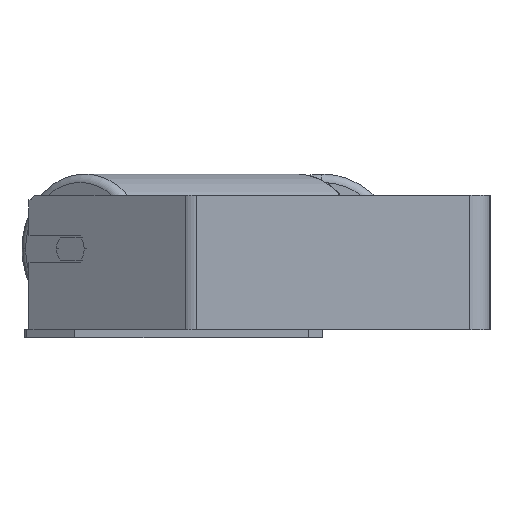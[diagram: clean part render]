
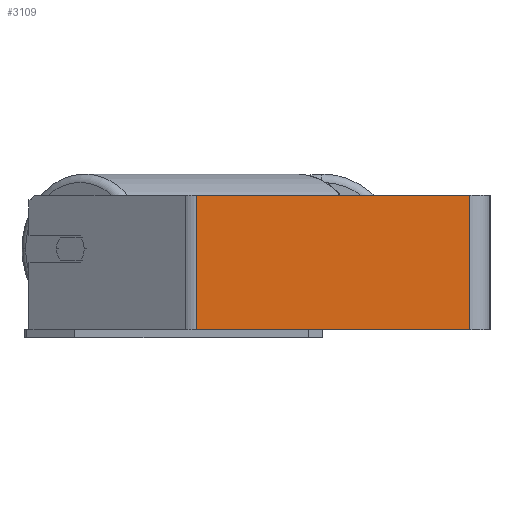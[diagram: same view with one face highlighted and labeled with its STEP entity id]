
A CAD part, left-side view. The second image highlights one B-rep face of the part: STEP entity #3109.
In plain terms, the highlighted planar face has unit normal (-1, 0, 0).
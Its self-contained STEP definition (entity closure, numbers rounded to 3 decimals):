
#996 = PLANE ( 'NONE',  #8084 ) ;
#1138 = VERTEX_POINT ( 'NONE', #4484 ) ;
#1573 = CARTESIAN_POINT ( 'NONE',  ( -400., 178.151, 40. ) ) ;
#1773 = EDGE_CURVE ( 'NONE', #1138, #4298, #5488, .T. ) ;
#2084 = CARTESIAN_POINT ( 'NONE',  ( -400., 178.151, -40. ) ) ;
#2238 = LINE ( 'NONE', #1573, #5600 ) ;
#2376 = ORIENTED_EDGE ( 'NONE', *, *, #1773, .T. ) ;
#2396 = DIRECTION ( 'NONE',  ( 0., 0., -1. ) ) ;
#2779 = EDGE_CURVE ( 'NONE', #8151, #9020, #2238, .T. ) ;
#2800 = VECTOR ( 'NONE', #8276, 1000. ) ;
#3095 = DIRECTION ( 'NONE',  ( 1., 0., 0. ) ) ;
#3109 = ADVANCED_FACE ( 'NONE', ( #7240 ), #996, .F. ) ;
#3333 = LINE ( 'NONE', #4846, #5050 ) ;
#3397 = EDGE_LOOP ( 'NONE', ( #2376, #4099, #4314, #9012 ) ) ;
#3423 = DIRECTION ( 'NONE',  ( 0., 0., -1. ) ) ;
#4099 = ORIENTED_EDGE ( 'NONE', *, *, #5020, .F. ) ;
#4221 = CARTESIAN_POINT ( 'NONE',  ( -400., 12., 40. ) ) ;
#4298 = VERTEX_POINT ( 'NONE', #8429 ) ;
#4314 = ORIENTED_EDGE ( 'NONE', *, *, #2779, .F. ) ;
#4353 = DIRECTION ( 'NONE',  ( 0., -1., 0. ) ) ;
#4471 = VECTOR ( 'NONE', #8400, 1000. ) ;
#4484 = CARTESIAN_POINT ( 'NONE',  ( -400., 174.367, -40. ) ) ;
#4551 = EDGE_CURVE ( 'NONE', #8151, #1138, #3333, .T. ) ;
#4846 = CARTESIAN_POINT ( 'NONE',  ( -400., 174.367, 40. ) ) ;
#4853 = CARTESIAN_POINT ( 'NONE',  ( -400., 174.367, 40. ) ) ;
#5020 = EDGE_CURVE ( 'NONE', #9020, #4298, #6881, .T. ) ;
#5050 = VECTOR ( 'NONE', #3423, 1000. ) ;
#5488 = LINE ( 'NONE', #2084, #2800 ) ;
#5600 = VECTOR ( 'NONE', #4353, 1000. ) ;
#5701 = CARTESIAN_POINT ( 'NONE',  ( -400., 12., 40. ) ) ;
#5761 = CARTESIAN_POINT ( 'NONE',  ( -400., 178.151, 40. ) ) ;
#6881 = LINE ( 'NONE', #5701, #4471 ) ;
#7240 = FACE_OUTER_BOUND ( 'NONE', #3397, .T. ) ;
#8084 = AXIS2_PLACEMENT_3D ( 'NONE', #5761, #3095, #2396 ) ;
#8151 = VERTEX_POINT ( 'NONE', #4853 ) ;
#8276 = DIRECTION ( 'NONE',  ( 0., -1., 0. ) ) ;
#8400 = DIRECTION ( 'NONE',  ( 0., 0., -1. ) ) ;
#8429 = CARTESIAN_POINT ( 'NONE',  ( -400., 12., -40. ) ) ;
#9012 = ORIENTED_EDGE ( 'NONE', *, *, #4551, .T. ) ;
#9020 = VERTEX_POINT ( 'NONE', #4221 ) ;
